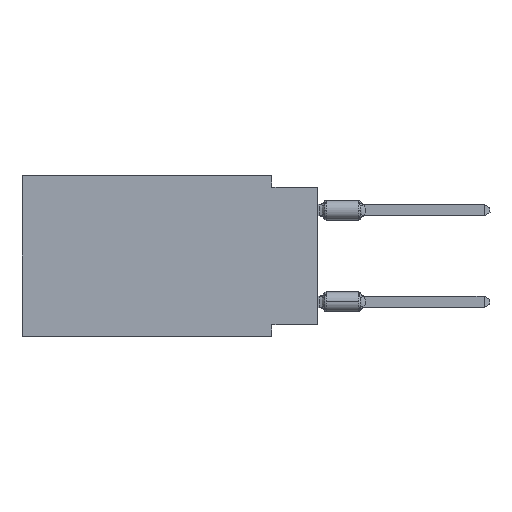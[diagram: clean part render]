
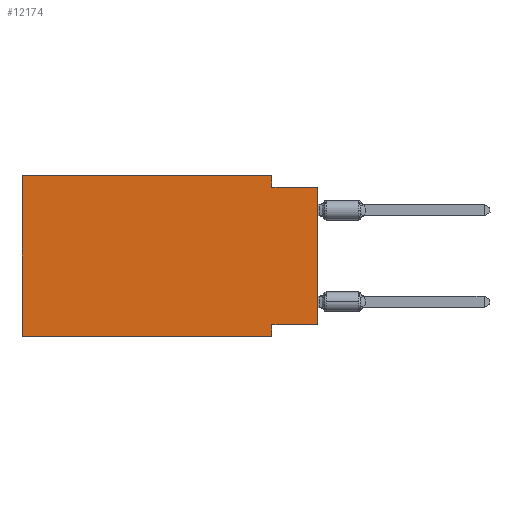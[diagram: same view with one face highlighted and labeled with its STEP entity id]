
A CAD part, left-side view. The second image highlights one B-rep face of the part: STEP entity #12174.
In plain terms, the highlighted planar face has unit normal (-1, 0, 0).
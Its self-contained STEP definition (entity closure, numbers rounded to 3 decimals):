
#392 = CARTESIAN_POINT ( 'NONE',  ( 0., 2.54, 0. ) ) ;
#1264 = DIRECTION ( 'NONE',  ( 1., 0., 0. ) ) ;
#1456 = DIRECTION ( 'NONE',  ( 0., 1., 0. ) ) ;
#2094 = VERTEX_POINT ( 'NONE', #392 ) ;
#2310 = LINE ( 'NONE', #14852, #13722 ) ;
#2404 = DIRECTION ( 'NONE',  ( 0., 0., 1. ) ) ;
#2636 = CARTESIAN_POINT ( 'NONE',  ( 0., 16.383, 0. ) ) ;
#2808 = LINE ( 'NONE', #2921, #2854 ) ;
#2854 = VECTOR ( 'NONE', #10433, 1000. ) ;
#2921 = CARTESIAN_POINT ( 'NONE',  ( 0., 0., -0.635 ) ) ;
#3421 = LINE ( 'NONE', #10817, #21156 ) ;
#4475 = ORIENTED_EDGE ( 'NONE', *, *, #7669, .F. ) ;
#6098 = LINE ( 'NONE', #2636, #15826 ) ;
#6266 = AXIS2_PLACEMENT_3D ( 'NONE', #19737, #1264, #21818 ) ;
#6643 = VECTOR ( 'NONE', #19414, 1000. ) ;
#7468 = EDGE_CURVE ( 'NONE', #9070, #19652, #15136, .T. ) ;
#7596 = DIRECTION ( 'NONE',  ( 0., -1., 0. ) ) ;
#7611 = LINE ( 'NONE', #17093, #21128 ) ;
#7617 = ORIENTED_EDGE ( 'NONE', *, *, #21147, .F. ) ;
#7669 = EDGE_CURVE ( 'NONE', #8978, #19652, #2808, .T. ) ;
#7836 = EDGE_CURVE ( 'NONE', #15871, #22967, #6098, .T. ) ;
#8002 = CARTESIAN_POINT ( 'NONE',  ( 0., 0., 0. ) ) ;
#8889 = ORIENTED_EDGE ( 'NONE', *, *, #7836, .F. ) ;
#8978 = VERTEX_POINT ( 'NONE', #17704 ) ;
#9070 = VERTEX_POINT ( 'NONE', #22129 ) ;
#10201 = EDGE_CURVE ( 'NONE', #9070, #18288, #3421, .T. ) ;
#10433 = DIRECTION ( 'NONE',  ( 0., -1., 0. ) ) ;
#10496 = PLANE ( 'NONE',  #6266 ) ;
#10817 = CARTESIAN_POINT ( 'NONE',  ( 0., 0., -8.255 ) ) ;
#11437 = DIRECTION ( 'NONE',  ( 0., 0., -1. ) ) ;
#11909 = CARTESIAN_POINT ( 'NONE',  ( 0., 2.54, -8.89 ) ) ;
#12174 = ADVANCED_FACE ( 'NONE', ( #12589 ), #10496, .F. ) ;
#12401 = CARTESIAN_POINT ( 'NONE',  ( 0., 2.54, -8.255 ) ) ;
#12589 = FACE_OUTER_BOUND ( 'NONE', #24055, .T. ) ;
#13436 = CARTESIAN_POINT ( 'NONE',  ( 0., 0., -0.635 ) ) ;
#13722 = VECTOR ( 'NONE', #20768, 1000. ) ;
#14154 = VERTEX_POINT ( 'NONE', #22776 ) ;
#14216 = VECTOR ( 'NONE', #20804, 1000. ) ;
#14852 = CARTESIAN_POINT ( 'NONE',  ( 0., 16.383, 0. ) ) ;
#15136 = LINE ( 'NONE', #8002, #14216 ) ;
#15592 = EDGE_CURVE ( 'NONE', #15871, #14154, #17441, .T. ) ;
#15595 = LINE ( 'NONE', #11909, #6643 ) ;
#15826 = VECTOR ( 'NONE', #2404, 1000. ) ;
#15871 = VERTEX_POINT ( 'NONE', #18401 ) ;
#16944 = EDGE_CURVE ( 'NONE', #18288, #14154, #15595, .T. ) ;
#17093 = CARTESIAN_POINT ( 'NONE',  ( 0., 2.54, 0. ) ) ;
#17441 = LINE ( 'NONE', #20640, #19310 ) ;
#17704 = CARTESIAN_POINT ( 'NONE',  ( 0., 2.54, -0.635 ) ) ;
#18027 = ORIENTED_EDGE ( 'NONE', *, *, #10201, .F. ) ;
#18288 = VERTEX_POINT ( 'NONE', #12401 ) ;
#18401 = CARTESIAN_POINT ( 'NONE',  ( 0., 16.383, -8.89 ) ) ;
#19310 = VECTOR ( 'NONE', #7596, 1000. ) ;
#19414 = DIRECTION ( 'NONE',  ( 0., 0., -1. ) ) ;
#19635 = ORIENTED_EDGE ( 'NONE', *, *, #23152, .F. ) ;
#19652 = VERTEX_POINT ( 'NONE', #13436 ) ;
#19737 = CARTESIAN_POINT ( 'NONE',  ( 0., 16.383, 0. ) ) ;
#20033 = CARTESIAN_POINT ( 'NONE',  ( 0., 16.383, 0. ) ) ;
#20536 = ORIENTED_EDGE ( 'NONE', *, *, #7468, .T. ) ;
#20640 = CARTESIAN_POINT ( 'NONE',  ( 0., 16.383, -8.89 ) ) ;
#20768 = DIRECTION ( 'NONE',  ( 0., -1., 0. ) ) ;
#20804 = DIRECTION ( 'NONE',  ( 0., 0., 1. ) ) ;
#21128 = VECTOR ( 'NONE', #11437, 1000. ) ;
#21147 = EDGE_CURVE ( 'NONE', #2094, #8978, #7611, .T. ) ;
#21156 = VECTOR ( 'NONE', #1456, 1000. ) ;
#21309 = ORIENTED_EDGE ( 'NONE', *, *, #16944, .F. ) ;
#21477 = ORIENTED_EDGE ( 'NONE', *, *, #15592, .T. ) ;
#21818 = DIRECTION ( 'NONE',  ( 0., 0., -1. ) ) ;
#22129 = CARTESIAN_POINT ( 'NONE',  ( 0., 0., -8.255 ) ) ;
#22776 = CARTESIAN_POINT ( 'NONE',  ( 0., 2.54, -8.89 ) ) ;
#22967 = VERTEX_POINT ( 'NONE', #20033 ) ;
#23152 = EDGE_CURVE ( 'NONE', #22967, #2094, #2310, .T. ) ;
#24055 = EDGE_LOOP ( 'NONE', ( #20536, #4475, #7617, #19635, #8889, #21477, #21309, #18027 ) ) ;
